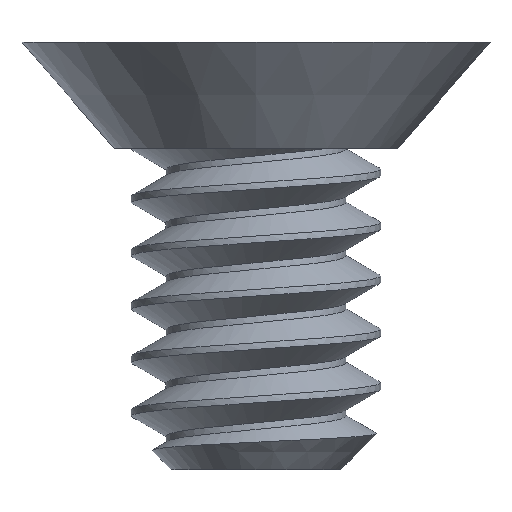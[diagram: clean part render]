
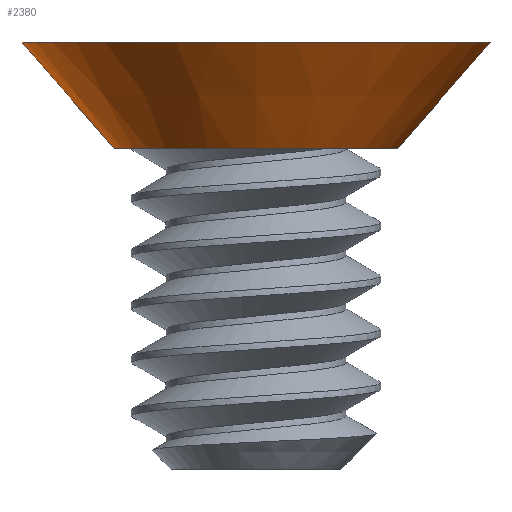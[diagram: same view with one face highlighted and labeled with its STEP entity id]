
A CAD part, left-side view. The second image highlights one B-rep face of the part: STEP entity #2380.
In plain terms, the highlighted conical face has half-angle 41 degrees and reference radius 1.055 mm.
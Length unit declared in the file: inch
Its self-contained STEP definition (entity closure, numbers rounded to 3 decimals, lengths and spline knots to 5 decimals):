
#70 = CARTESIAN_POINT ( 'NONE',  ( 0., 0.04155, 0.047 ) ) ;
#180 = CIRCLE ( 'NONE', #1714, 0.0685 ) ;
#184 = VERTEX_POINT ( 'NONE', #1909 ) ;
#219 = DIRECTION ( 'NONE',  ( 0., -1., 0. ) ) ;
#299 = ORIENTED_EDGE ( 'NONE', *, *, #1384, .F. ) ;
#412 = VERTEX_POINT ( 'NONE', #742 ) ;
#454 = DIRECTION ( 'NONE',  ( 0., 0., 1. ) ) ;
#567 = CARTESIAN_POINT ( 'NONE',  ( 0., -0.04155, 0.047 ) ) ;
#628 = AXIS2_PLACEMENT_3D ( 'NONE', #1411, #842, #219 ) ;
#742 = CARTESIAN_POINT ( 'NONE',  ( 0., 0.04155, 0.047 ) ) ;
#783 = EDGE_CURVE ( 'NONE', #412, #1430, #1211, .T. ) ;
#823 = CARTESIAN_POINT ( 'NONE',  ( 0., -0.0685, 0.078 ) ) ;
#828 = AXIS2_PLACEMENT_3D ( 'NONE', #2251, #454, #1256 ) ;
#842 = DIRECTION ( 'NONE',  ( 0., 0., 1. ) ) ;
#936 = VECTOR ( 'NONE', #2068, 39.37008 ) ;
#993 = CONICAL_SURFACE ( 'NONE', #628, 0.04155, 0.716 ) ;
#1182 = CARTESIAN_POINT ( 'NONE',  ( 0., 0., 0.078 ) ) ;
#1211 = CIRCLE ( 'NONE', #828, 0.04155 ) ;
#1213 = EDGE_CURVE ( 'NONE', #412, #184, #1581, .T. ) ;
#1239 = ORIENTED_EDGE ( 'NONE', *, *, #783, .T. ) ;
#1256 = DIRECTION ( 'NONE',  ( 0., -1., 0. ) ) ;
#1384 = EDGE_CURVE ( 'NONE', #184, #1480, #180, .T. ) ;
#1411 = CARTESIAN_POINT ( 'NONE',  ( 0., 0., 0.047 ) ) ;
#1430 = VERTEX_POINT ( 'NONE', #1580 ) ;
#1480 = VERTEX_POINT ( 'NONE', #823 ) ;
#1482 = ORIENTED_EDGE ( 'NONE', *, *, #2185, .T. ) ;
#1567 = DIRECTION ( 'NONE',  ( 0., -1., 0. ) ) ;
#1580 = CARTESIAN_POINT ( 'NONE',  ( 0., -0.04155, 0.047 ) ) ;
#1581 = LINE ( 'NONE', #70, #936 ) ;
#1611 = LINE ( 'NONE', #567, #1800 ) ;
#1714 = AXIS2_PLACEMENT_3D ( 'NONE', #1182, #1968, #1567 ) ;
#1800 = VECTOR ( 'NONE', #2584, 39.37008 ) ;
#1909 = CARTESIAN_POINT ( 'NONE',  ( 0., 0.0685, 0.078 ) ) ;
#1968 = DIRECTION ( 'NONE',  ( 0., 0., 1. ) ) ;
#2068 = DIRECTION ( 'NONE',  ( 0., 0.656, 0.755 ) ) ;
#2185 = EDGE_CURVE ( 'NONE', #1430, #1480, #1611, .T. ) ;
#2202 = FACE_OUTER_BOUND ( 'NONE', #2239, .T. ) ;
#2239 = EDGE_LOOP ( 'NONE', ( #2530, #1239, #1482, #299 ) ) ;
#2251 = CARTESIAN_POINT ( 'NONE',  ( 0., 0., 0.047 ) ) ;
#2380 = ADVANCED_FACE ( 'NONE', ( #2202 ), #993, .T. ) ;
#2530 = ORIENTED_EDGE ( 'NONE', *, *, #1213, .F. ) ;
#2584 = DIRECTION ( 'NONE',  ( 0., -0.656, 0.755 ) ) ;
